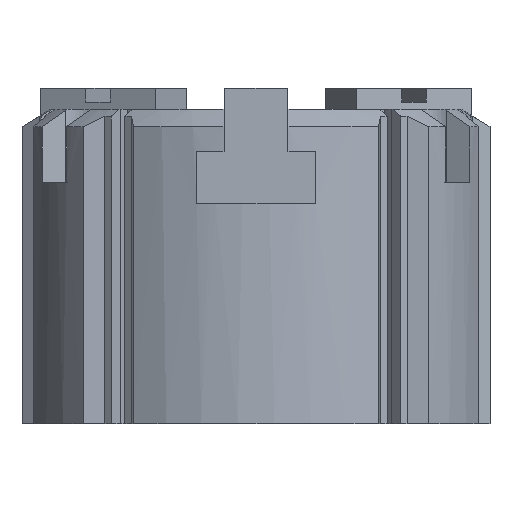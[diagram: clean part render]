
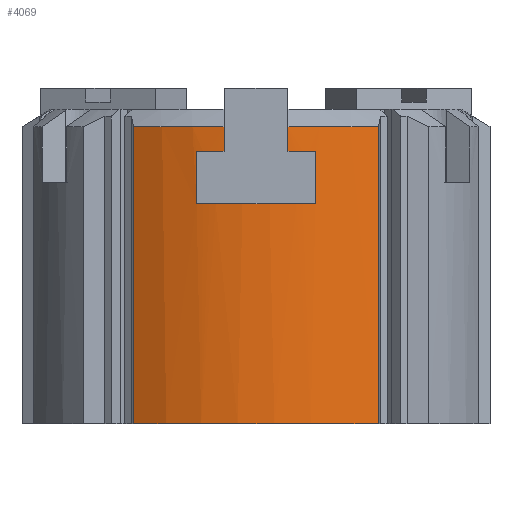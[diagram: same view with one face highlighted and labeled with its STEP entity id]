
A CAD part, front view. The second image highlights one B-rep face of the part: STEP entity #4069.
In plain terms, the highlighted cylindrical face has radius 67 mm (diameter 134 mm), a partial arc.
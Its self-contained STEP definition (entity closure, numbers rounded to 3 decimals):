
#472=FACE_OUTER_BOUND('',#740,.T.);
#740=EDGE_LOOP('',(#3581,#3582,#3583,#3584,#3585,#3586,#3587,#3588,#3589,
#3590,#3591,#3592,#3593,#3594,#3595,#3596));
#994=LINE('',#6421,#1380);
#995=LINE('',#6424,#1381);
#1078=LINE('',#6719,#1464);
#1136=LINE('',#6846,#1522);
#1145=LINE('',#6867,#1531);
#1148=LINE('',#6880,#1534);
#1380=VECTOR('',#5139,1000.);
#1381=VECTOR('',#5142,1000.);
#1464=VECTOR('',#5381,1000.);
#1522=VECTOR('',#5511,1000.);
#1531=VECTOR('',#5532,1000.);
#1534=VECTOR('',#5547,1000.);
#1667=CIRCLE('',#4278,67.);
#1673=CIRCLE('',#4322,67.);
#1674=CIRCLE('',#4324,67.);
#1675=CIRCLE('',#4329,67.);
#1676=CIRCLE('',#4347,67.);
#1677=CIRCLE('',#4352,67.);
#1678=CIRCLE('',#4355,67.);
#1687=CIRCLE('',#4388,67.);
#1689=CIRCLE('',#4391,67.);
#1704=CIRCLE('',#4453,67.);
#1914=VERTEX_POINT('',#6193);
#1916=VERTEX_POINT('',#6196);
#1978=VERTEX_POINT('',#6399);
#1979=VERTEX_POINT('',#6401);
#1981=VERTEX_POINT('',#6406);
#1982=VERTEX_POINT('',#6408);
#1984=VERTEX_POINT('',#6415);
#1985=VERTEX_POINT('',#6423);
#2007=VERTEX_POINT('',#6506);
#2008=VERTEX_POINT('',#6518);
#2043=VERTEX_POINT('',#6647);
#2044=VERTEX_POINT('',#6648);
#2047=VERTEX_POINT('',#6664);
#2048=VERTEX_POINT('',#6668);
#2059=VERTEX_POINT('',#6718);
#2088=VERTEX_POINT('',#6845);
#2321=EDGE_CURVE('',#1916,#1914,#1667,.T.);
#2425=EDGE_CURVE('',#1979,#1978,#1673,.T.);
#2428=EDGE_CURVE('',#1982,#1981,#1674,.T.);
#2436=EDGE_CURVE('',#1978,#1916,#994,.T.);
#2437=EDGE_CURVE('',#1985,#1982,#995,.T.);
#2439=EDGE_CURVE('',#1984,#1985,#1675,.T.);
#2480=EDGE_CURVE('',#1981,#2007,#1676,.T.);
#2484=EDGE_CURVE('',#1914,#1984,#1677,.T.);
#2486=EDGE_CURVE('',#2008,#1979,#1678,.T.);
#2537=EDGE_CURVE('',#2043,#2044,#1687,.T.);
#2543=EDGE_CURVE('',#2048,#2047,#1689,.T.);
#2560=EDGE_CURVE('',#2059,#2048,#1078,.T.);
#2622=EDGE_CURVE('',#2044,#2088,#1136,.T.);
#2633=EDGE_CURVE('',#2007,#2043,#1145,.T.);
#2639=EDGE_CURVE('',#2088,#2059,#1704,.T.);
#2640=EDGE_CURVE('',#2047,#2008,#1148,.T.);
#3581=ORIENTED_EDGE('',*,*,#2486,.T.);
#3582=ORIENTED_EDGE('',*,*,#2425,.T.);
#3583=ORIENTED_EDGE('',*,*,#2436,.T.);
#3584=ORIENTED_EDGE('',*,*,#2321,.T.);
#3585=ORIENTED_EDGE('',*,*,#2484,.T.);
#3586=ORIENTED_EDGE('',*,*,#2439,.T.);
#3587=ORIENTED_EDGE('',*,*,#2437,.T.);
#3588=ORIENTED_EDGE('',*,*,#2428,.T.);
#3589=ORIENTED_EDGE('',*,*,#2480,.T.);
#3590=ORIENTED_EDGE('',*,*,#2633,.T.);
#3591=ORIENTED_EDGE('',*,*,#2537,.T.);
#3592=ORIENTED_EDGE('',*,*,#2622,.T.);
#3593=ORIENTED_EDGE('',*,*,#2639,.T.);
#3594=ORIENTED_EDGE('',*,*,#2560,.T.);
#3595=ORIENTED_EDGE('',*,*,#2543,.T.);
#3596=ORIENTED_EDGE('',*,*,#2640,.T.);
#3866=CYLINDRICAL_SURFACE('',#4452,67.);
#4069=ADVANCED_FACE('',(#472),#3866,.T.);
#4278=AXIS2_PLACEMENT_3D('',#6197,#4934,#4935);
#4322=AXIS2_PLACEMENT_3D('',#6402,#5120,#5121);
#4324=AXIS2_PLACEMENT_3D('',#6409,#5126,#5127);
#4329=AXIS2_PLACEMENT_3D('',#6427,#5146,#5147);
#4347=AXIS2_PLACEMENT_3D('',#6507,#5222,#5223);
#4352=AXIS2_PLACEMENT_3D('',#6515,#5235,#5236);
#4355=AXIS2_PLACEMENT_3D('',#6520,#5242,#5243);
#4388=AXIS2_PLACEMENT_3D('',#6649,#5342,#5343);
#4391=AXIS2_PLACEMENT_3D('',#6669,#5348,#5349);
#4452=AXIS2_PLACEMENT_3D('',#6878,#5543,#5544);
#4453=AXIS2_PLACEMENT_3D('',#6879,#5545,#5546);
#4934=DIRECTION('center_axis',(0.,0.,-1.));
#4935=DIRECTION('ref_axis',(1.,0.,0.));
#5120=DIRECTION('center_axis',(0.,0.,1.));
#5121=DIRECTION('ref_axis',(1.,0.,0.));
#5126=DIRECTION('center_axis',(0.,0.,1.));
#5127=DIRECTION('ref_axis',(1.,0.,0.));
#5139=DIRECTION('',(0.,0.,-1.));
#5142=DIRECTION('',(0.,0.,1.));
#5146=DIRECTION('center_axis',(0.,0.,-1.));
#5147=DIRECTION('ref_axis',(1.,0.,0.));
#5222=DIRECTION('center_axis',(0.,0.,1.));
#5223=DIRECTION('ref_axis',(1.,0.,0.));
#5235=DIRECTION('center_axis',(0.,0.,-1.));
#5236=DIRECTION('ref_axis',(1.,0.,0.));
#5242=DIRECTION('center_axis',(0.,0.,1.));
#5243=DIRECTION('ref_axis',(1.,0.,0.));
#5342=DIRECTION('center_axis',(0.,0.,-1.));
#5343=DIRECTION('ref_axis',(1.,0.,0.));
#5348=DIRECTION('center_axis',(0.,0.,-1.));
#5349=DIRECTION('ref_axis',(1.,0.,0.));
#5381=DIRECTION('',(0.,0.,1.));
#5511=DIRECTION('',(0.,0.,-1.));
#5532=DIRECTION('',(0.,0.,1.));
#5543=DIRECTION('center_axis',(0.,0.,1.));
#5544=DIRECTION('ref_axis',(1.,0.,0.));
#5545=DIRECTION('center_axis',(0.,0.,1.));
#5546=DIRECTION('ref_axis',(1.,0.,0.));
#5547=DIRECTION('',(0.,0.,-1.));
#6193=CARTESIAN_POINT('',(15.71,-52.163,-27.));
#6196=CARTESIAN_POINT('',(21.177,-50.97,-27.));
#6197=CARTESIAN_POINT('Origin',(4.177,13.837,-27.));
#6399=CARTESIAN_POINT('',(21.177,-50.97,-12.));
#6401=CARTESIAN_POINT('',(15.71,-52.163,-12.));
#6402=CARTESIAN_POINT('Origin',(4.177,13.837,-12.));
#6406=CARTESIAN_POINT('',(-7.355,-52.163,-12.));
#6408=CARTESIAN_POINT('',(-12.823,-50.97,-12.));
#6409=CARTESIAN_POINT('Origin',(4.177,13.837,-12.));
#6415=CARTESIAN_POINT('',(-7.355,-52.163,-27.));
#6421=CARTESIAN_POINT('',(21.177,-50.97,-27.));
#6423=CARTESIAN_POINT('',(-12.823,-50.97,-27.));
#6424=CARTESIAN_POINT('',(-12.823,-50.97,0.));
#6427=CARTESIAN_POINT('Origin',(4.177,13.837,-27.));
#6506=CARTESIAN_POINT('',(-4.973,-52.535,-12.));
#6507=CARTESIAN_POINT('Origin',(4.177,13.837,-12.));
#6515=CARTESIAN_POINT('Origin',(4.177,13.837,-27.));
#6518=CARTESIAN_POINT('',(13.327,-52.535,-12.));
#6520=CARTESIAN_POINT('Origin',(4.177,13.837,-12.));
#6647=CARTESIAN_POINT('',(-4.973,-52.535,-5.));
#6648=CARTESIAN_POINT('',(-30.887,-43.255,-5.));
#6649=CARTESIAN_POINT('Origin',(4.177,13.837,-5.));
#6664=CARTESIAN_POINT('',(13.327,-52.535,-5.));
#6668=CARTESIAN_POINT('',(39.242,-43.255,-5.));
#6669=CARTESIAN_POINT('Origin',(4.177,13.837,-5.));
#6718=CARTESIAN_POINT('',(39.242,-43.255,-90.));
#6719=CARTESIAN_POINT('',(39.242,-43.255,0.));
#6845=CARTESIAN_POINT('',(-30.887,-43.255,-90.));
#6846=CARTESIAN_POINT('',(-30.887,-43.255,0.));
#6867=CARTESIAN_POINT('',(-4.973,-52.535,0.));
#6878=CARTESIAN_POINT('Origin',(4.177,13.837,0.));
#6879=CARTESIAN_POINT('Origin',(4.177,13.837,-90.));
#6880=CARTESIAN_POINT('',(13.327,-52.535,-12.));
